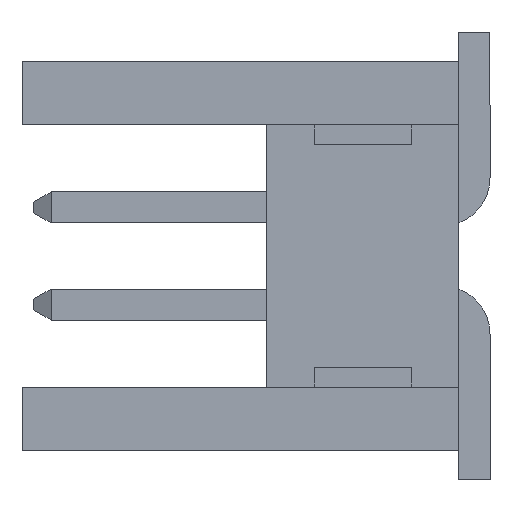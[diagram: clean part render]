
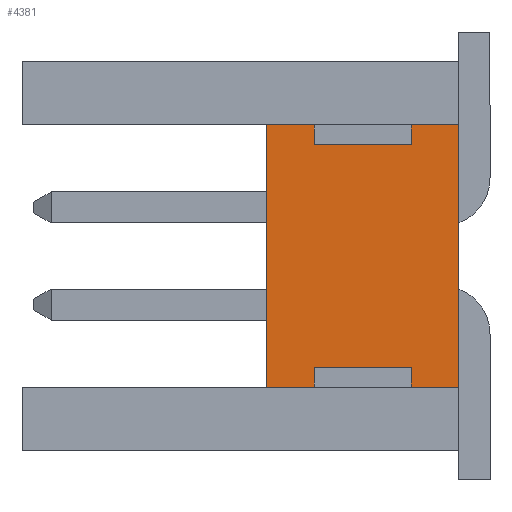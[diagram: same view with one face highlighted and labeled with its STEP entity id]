
A CAD part, left-side view. The second image highlights one B-rep face of the part: STEP entity #4381.
In plain terms, the highlighted planar face has unit normal (-1, 0, 0).
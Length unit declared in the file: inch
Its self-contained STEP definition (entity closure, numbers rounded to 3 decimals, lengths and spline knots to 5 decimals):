
#31 = EDGE_LOOP ( 'NONE', ( #5484, #5483, #5482, #5481, #5480, #5479, #5478, #5477, #5476, #5475, #5474, #5473 ) ) ;
#974 = CARTESIAN_POINT ( 'NONE',  ( -0.25, 0.0745, -0.0675 ) ) ;
#981 = CARTESIAN_POINT ( 'NONE',  ( -0.25, 0., -0.0675 ) ) ;
#996 = CARTESIAN_POINT ( 'NONE',  ( -0.25, 0., 0.0675 ) ) ;
#1081 = CARTESIAN_POINT ( 'NONE',  ( -0.25, 0.0745, -0.0575 ) ) ;
#1092 = CARTESIAN_POINT ( 'NONE',  ( -0.25, 0.0745, 0.0575 ) ) ;
#1094 = CARTESIAN_POINT ( 'NONE',  ( -0.25, 0.0245, -0.0575 ) ) ;
#1096 = CARTESIAN_POINT ( 'NONE',  ( -0.25, 0.0245, 0.0675 ) ) ;
#1100 = CARTESIAN_POINT ( 'NONE',  ( -0.25, 0.0245, 0.0575 ) ) ;
#1102 = CARTESIAN_POINT ( 'NONE',  ( -0.25, 0.0245, -0.0675 ) ) ;
#1110 = CARTESIAN_POINT ( 'NONE',  ( -0.25, 0.099, -0.0675 ) ) ;
#1872 = DIRECTION ( 'NONE',  ( 0., 0., 1. ) ) ;
#1876 = CARTESIAN_POINT ( 'NONE',  ( -0.25, 0.0245, 0.0675 ) ) ;
#1879 = DIRECTION ( 'NONE',  ( 0., -1., 0. ) ) ;
#1886 = DIRECTION ( 'NONE',  ( 0., 0., 1. ) ) ;
#1890 = DIRECTION ( 'NONE',  ( 0., 1., 0. ) ) ;
#1892 = DIRECTION ( 'NONE',  ( 0., 0., -1. ) ) ;
#1894 = CARTESIAN_POINT ( 'NONE',  ( -0.25, 0.099, -0.0675 ) ) ;
#1896 = CARTESIAN_POINT ( 'NONE',  ( -0.25, 0.0745, -0.0675 ) ) ;
#1898 = DIRECTION ( 'NONE',  ( 0., 0., 1. ) ) ;
#1900 = CARTESIAN_POINT ( 'NONE',  ( -0.25, 0.099, -0.0675 ) ) ;
#1904 = DIRECTION ( 'NONE',  ( 0., 0., -1. ) ) ;
#1906 = DIRECTION ( 'NONE',  ( 0., -1., 0. ) ) ;
#1908 = CARTESIAN_POINT ( 'NONE',  ( -0.25, 0.0245, -0.0675 ) ) ;
#1911 = CARTESIAN_POINT ( 'NONE',  ( -0.25, 0.0745, 0.0575 ) ) ;
#1920 = DIRECTION ( 'NONE',  ( 0., -1., 0. ) ) ;
#1922 = CARTESIAN_POINT ( 'NONE',  ( -0.25, 0.099, 0.0675 ) ) ;
#1930 = CARTESIAN_POINT ( 'NONE',  ( -0.25, 0.0745, -0.0575 ) ) ;
#1944 = CARTESIAN_POINT ( 'NONE',  ( -0.25, 0.0745, 0.0675 ) ) ;
#2168 = DIRECTION ( 'NONE',  ( 0., -1., 0. ) ) ;
#2189 = CARTESIAN_POINT ( 'NONE',  ( -0.25, 0.099, -0.0675 ) ) ;
#2265 = DIRECTION ( 'NONE',  ( 0., -1., 0. ) ) ;
#2268 = CARTESIAN_POINT ( 'NONE',  ( -0.25, 0.099, 0.0675 ) ) ;
#3333 = AXIS2_PLACEMENT_3D ( 'NONE', #8254, #8244, #8241 ) ;
#3593 = LINE ( 'NONE', #2268, #3596 ) ;
#3596 = VECTOR ( 'NONE', #2265, 39.37008 ) ;
#3635 = LINE ( 'NONE', #2189, #3640 ) ;
#3640 = VECTOR ( 'NONE', #2168, 39.37008 ) ;
#3747 = LINE ( 'NONE', #1944, #3758 ) ;
#3749 = LINE ( 'NONE', #1922, #3752 ) ;
#3752 = VECTOR ( 'NONE', #1920, 39.37008 ) ;
#3753 = LINE ( 'NONE', #1911, #3756 ) ;
#3755 = LINE ( 'NONE', #1930, #3764 ) ;
#3756 = VECTOR ( 'NONE', #1906, 39.37008 ) ;
#3757 = LINE ( 'NONE', #1900, #3760 ) ;
#3758 = VECTOR ( 'NONE', #1904, 39.37008 ) ;
#3759 = LINE ( 'NONE', #1896, #3762 ) ;
#3760 = VECTOR ( 'NONE', #1898, 39.37008 ) ;
#3761 = LINE ( 'NONE', #1908, #3766 ) ;
#3762 = VECTOR ( 'NONE', #1892, 39.37008 ) ;
#3763 = LINE ( 'NONE', #1894, #3768 ) ;
#3764 = VECTOR ( 'NONE', #1890, 39.37008 ) ;
#3766 = VECTOR ( 'NONE', #1886, 39.37008 ) ;
#3767 = LINE ( 'NONE', #1876, #3770 ) ;
#3768 = VECTOR ( 'NONE', #1879, 39.37008 ) ;
#3770 = VECTOR ( 'NONE', #1872, 39.37008 ) ;
#4381 = ADVANCED_FACE ( 'NONE', ( #7080 ), #8246, .F. ) ;
#4811 = EDGE_CURVE ( 'NONE', #10377, #10376, #3593, .T. ) ;
#4833 = EDGE_CURVE ( 'NONE', #8749, #8891, #3635, .T. ) ;
#4889 = EDGE_CURVE ( 'NONE', #8764, #8874, #3749, .T. ) ;
#4891 = EDGE_CURVE ( 'NONE', #8770, #8760, #3753, .T. ) ;
#4892 = EDGE_CURVE ( 'NONE', #10376, #8770, #3747, .T. ) ;
#4893 = EDGE_CURVE ( 'NONE', #8749, #10377, #3757, .T. ) ;
#4894 = EDGE_CURVE ( 'NONE', #8785, #8891, #3759, .T. ) ;
#4895 = EDGE_CURVE ( 'NONE', #8767, #8785, #3755, .T. ) ;
#4896 = EDGE_CURVE ( 'NONE', #8757, #8767, #3761, .T. ) ;
#4897 = EDGE_CURVE ( 'NONE', #8757, #8886, #3763, .T. ) ;
#4898 = EDGE_CURVE ( 'NONE', #8760, #8764, #3767, .T. ) ;
#5473 = ORIENTED_EDGE ( 'NONE', *, *, #4898, .F. ) ;
#5474 = ORIENTED_EDGE ( 'NONE', *, *, #4889, .F. ) ;
#5475 = ORIENTED_EDGE ( 'NONE', *, *, #9735, .T. ) ;
#5476 = ORIENTED_EDGE ( 'NONE', *, *, #4897, .T. ) ;
#5477 = ORIENTED_EDGE ( 'NONE', *, *, #4896, .F. ) ;
#5478 = ORIENTED_EDGE ( 'NONE', *, *, #4895, .F. ) ;
#5479 = ORIENTED_EDGE ( 'NONE', *, *, #4894, .F. ) ;
#5480 = ORIENTED_EDGE ( 'NONE', *, *, #4833, .T. ) ;
#5481 = ORIENTED_EDGE ( 'NONE', *, *, #4893, .F. ) ;
#5482 = ORIENTED_EDGE ( 'NONE', *, *, #4811, .F. ) ;
#5483 = ORIENTED_EDGE ( 'NONE', *, *, #4892, .F. ) ;
#5484 = ORIENTED_EDGE ( 'NONE', *, *, #4891, .F. ) ;
#5562 = LINE ( 'NONE', #11109, #5566 ) ;
#5566 = VECTOR ( 'NONE', #10976, 39.37008 ) ;
#7080 = FACE_OUTER_BOUND ( 'NONE', #31, .T. ) ;
#8241 = DIRECTION ( 'NONE',  ( 0., 0., -1. ) ) ;
#8244 = DIRECTION ( 'NONE',  ( 1., 0., 0. ) ) ;
#8246 = PLANE ( 'NONE',  #3333 ) ;
#8254 = CARTESIAN_POINT ( 'NONE',  ( -0.25, 0.099, -0.0675 ) ) ;
#8749 = VERTEX_POINT ( 'NONE', #1110 ) ;
#8757 = VERTEX_POINT ( 'NONE', #1102 ) ;
#8760 = VERTEX_POINT ( 'NONE', #1100 ) ;
#8764 = VERTEX_POINT ( 'NONE', #1096 ) ;
#8767 = VERTEX_POINT ( 'NONE', #1094 ) ;
#8770 = VERTEX_POINT ( 'NONE', #1092 ) ;
#8785 = VERTEX_POINT ( 'NONE', #1081 ) ;
#8874 = VERTEX_POINT ( 'NONE', #996 ) ;
#8886 = VERTEX_POINT ( 'NONE', #981 ) ;
#8891 = VERTEX_POINT ( 'NONE', #974 ) ;
#9735 = EDGE_CURVE ( 'NONE', #8886, #8874, #5562, .T. ) ;
#10376 = VERTEX_POINT ( 'NONE', #11062 ) ;
#10377 = VERTEX_POINT ( 'NONE', #11060 ) ;
#10976 = DIRECTION ( 'NONE',  ( 0., 0., 1. ) ) ;
#11060 = CARTESIAN_POINT ( 'NONE',  ( -0.25, 0.099, 0.0675 ) ) ;
#11062 = CARTESIAN_POINT ( 'NONE',  ( -0.25, 0.0745, 0.0675 ) ) ;
#11109 = CARTESIAN_POINT ( 'NONE',  ( -0.25, 0., -0.0675 ) ) ;
